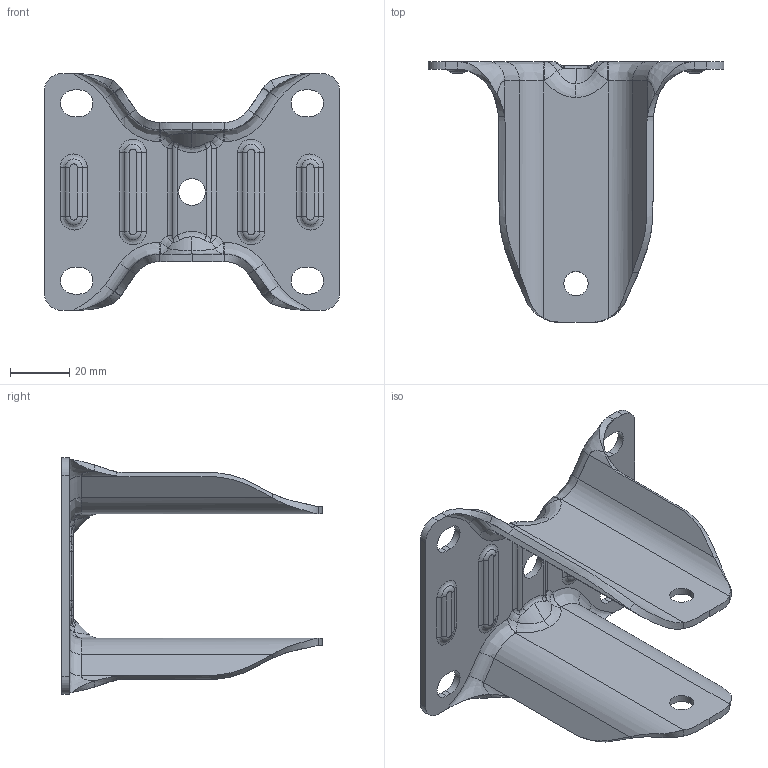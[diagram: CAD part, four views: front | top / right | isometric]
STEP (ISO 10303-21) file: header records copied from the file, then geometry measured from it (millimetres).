
FILE_DESCRIPTION (( 'STEP AP214' ), '1' );
FILE_NAME ('0055267.step', '2023-11-13T14:26:46', ( '' ), ( '' ), 'SwSTEP 2.0', 'SolidWorks 2020', '' );
FILE_SCHEMA (( 'AUTOMOTIVE_DESIGN' ));
Length unit declared in the file: millimetre
Products named in the file (1): 0055267
Bounding box: 100 x 88.01 x 80 mm (x, y, z)
Volume: 38143.6 mm3; surface area: 32503.7 mm2
Topology: 1 solids, 1 shells, 272 faces, 656 edges, 386 vertices
Faces by surface type: bspline 112, cylinder 86, plane 48, cone 18, torus 8
Entity records: 19368 total; most frequent: CARTESIAN_POINT 11009, ORIENTED_EDGE 1296, DIRECTION 822, EDGE_CURVE 648, VERTEX_POINT 386, AXIS2_PLACEMENT_3D 315, EDGE_LOOP 294, UNCERTAINTY_MEASURE_WITH_UNIT 275
